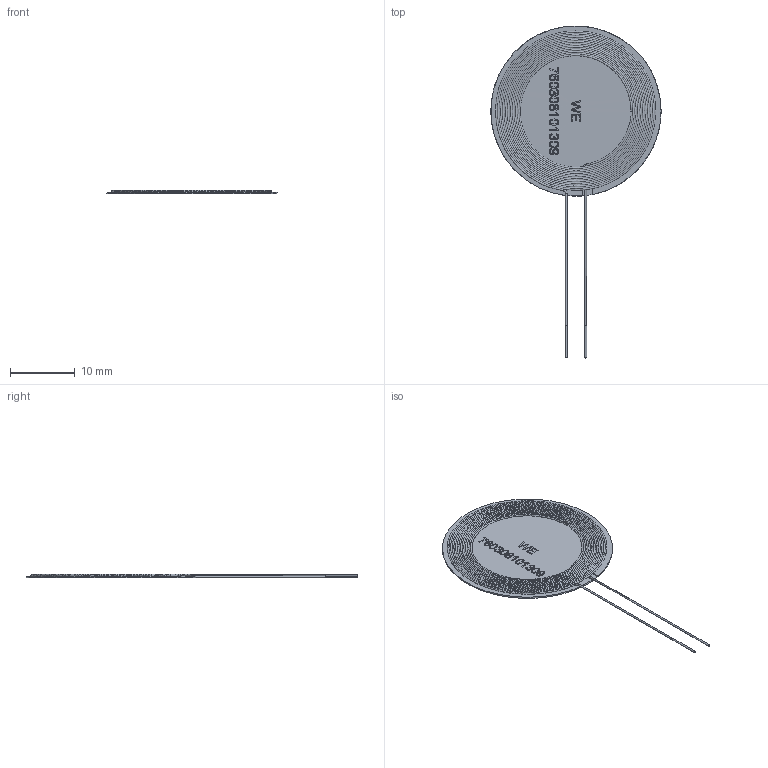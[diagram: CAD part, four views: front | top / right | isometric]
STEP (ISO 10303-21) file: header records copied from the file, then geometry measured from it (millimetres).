
FILE_DESCRIPTION(/* description */ ('Unknown'),/* implementation_level */ '2;1');
FILE_NAME(/* name */ 'L_Wurth_WE-WPCC-RX_760308101309',/* time_stamp */ '2025-04-22T16:22:24+08:00',/* author */ ('Unknown'),/* organization */ ('Unknown'),/* preprocessor_version */ 'ST-DEVELOPER v19.4',/* originating_system */ 'Solid Edge',/* authorisation */ 'Unknown');
FILE_SCHEMA (('AUTOMOTIVE_DESIGN {1 0 10303 214 3 1 1}'));
Length unit declared in the file: millimetre
Products named in the file (2): L_Wurth_WE-WPCC-RX_760308101309
Assembly tree (1 placements, depth 2):
  L_Wurth_WE-WPCC-RX_760308101309
    L_Wurth_WE-WPCC-RX_760308101309
Bounding box: 26.29 x 51.29 x 0.53 mm (x, y, z)
Volume: 169.7 mm3; surface area: 1920.2 mm2
Topology: 1 solids, 1 shells, 103 faces, 255 edges, 175 vertices
Faces by surface type: plane 73, bspline 23, cylinder 5, torus 2
Full cylindrical faces by diameter (mm): 0.25 x1, 0.27 x2
Entity records: 6933 total; most frequent: CARTESIAN_POINT 4207, ORIENTED_EDGE 462, EDGE_CURVE 231, DIRECTION 230, B_SPLINE_CURVE_WITH_KNOTS 178, VERTEX_POINT 170, EDGE_LOOP 149, FACE_BOUND 149
